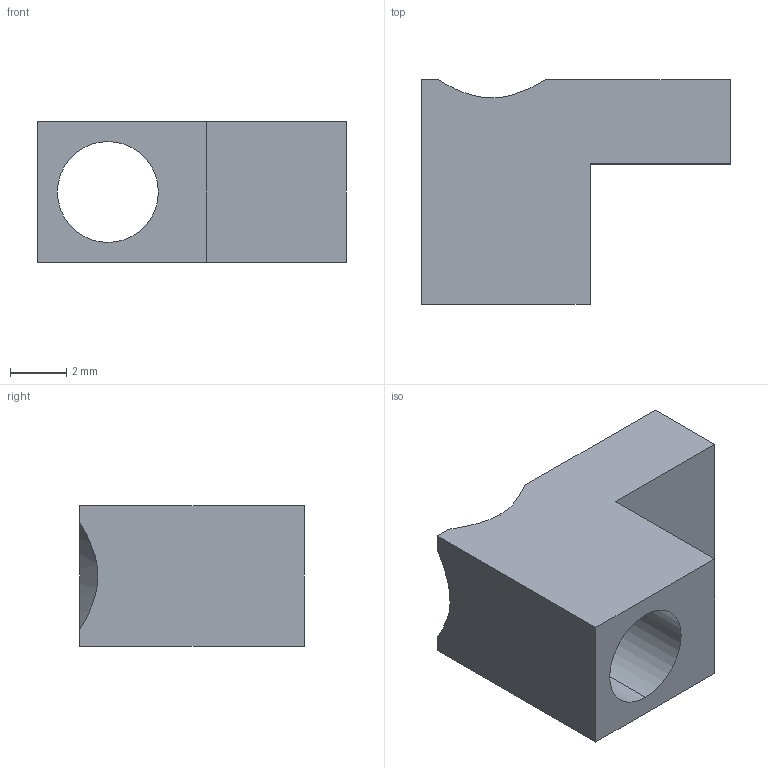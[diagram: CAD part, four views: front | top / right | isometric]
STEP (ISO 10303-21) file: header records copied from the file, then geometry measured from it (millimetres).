
FILE_DESCRIPTION (( 'STEP AP214' ), '1' );
FILE_NAME ('SEN55 Bracket.STEP', '2022-09-24T15:22:37', ( '' ), ( '' ), 'SwSTEP 2.0', 'SolidWorks 2019', '' );
FILE_SCHEMA (( 'AUTOMOTIVE_DESIGN' ));
Length unit declared in the file: millimetre
Products named in the file (1): SEN55 Bracket
Bounding box: 11 x 8 x 5 mm (x, y, z)
Volume: 222 mm3; surface area: 372.6 mm2
Topology: 1 solids, 1 shells, 14 faces, 37 edges, 24 vertices
Faces by surface type: plane 10, cylinder 2, cone 2
Entity records: 505 total; most frequent: CARTESIAN_POINT 121, ORIENTED_EDGE 74, DIRECTION 69, EDGE_CURVE 37, VECTOR 25, LINE 25, VERTEX_POINT 24, AXIS2_PLACEMENT_3D 22
